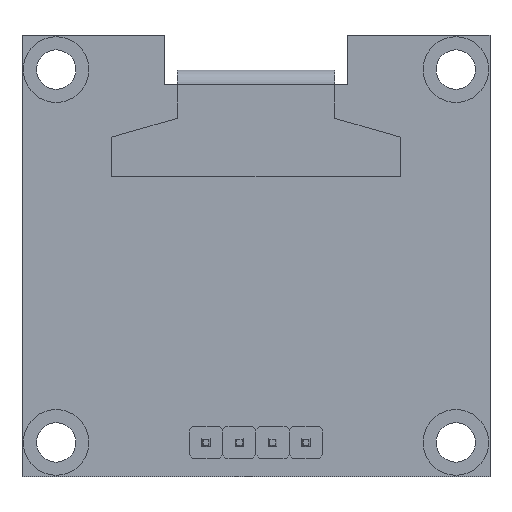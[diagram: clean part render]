
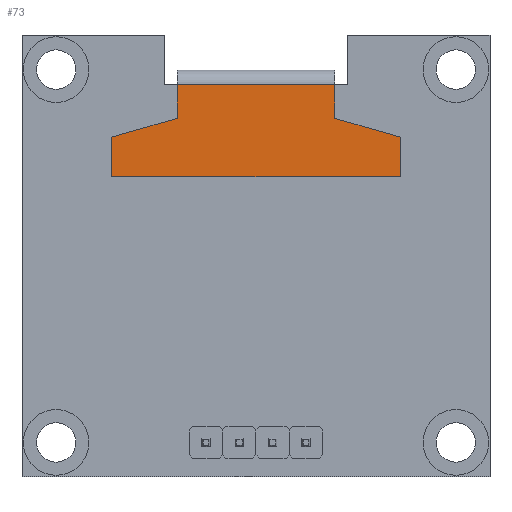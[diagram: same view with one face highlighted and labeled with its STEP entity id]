
A CAD part, front view. The second image highlights one B-rep face of the part: STEP entity #73.
In plain terms, the highlighted planar face has unit normal (0, -1, 0).
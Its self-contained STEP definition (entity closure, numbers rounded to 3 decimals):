
#73 = ADVANCED_FACE ( 'NONE', ( #311 ), #1267, .T. ) ;
#108 = VERTEX_POINT ( 'NONE', #529 ) ;
#128 = EDGE_CURVE ( 'NONE', #3443, #1306, #3301, .T. ) ;
#136 = DIRECTION ( 'NONE',  ( 0., 0., -1. ) ) ;
#219 = CARTESIAN_POINT ( 'NONE',  ( -11., -0.1, -4. ) ) ;
#233 = VERTEX_POINT ( 'NONE', #2599 ) ;
#250 = DIRECTION ( 'NONE',  ( -1., 0., 0. ) ) ;
#280 = CARTESIAN_POINT ( 'NONE',  ( -6., -0.1, 0. ) ) ;
#311 = FACE_OUTER_BOUND ( 'NONE', #2470, .T. ) ;
#527 = DIRECTION ( 'NONE',  ( -0.961, 0., 0.277 ) ) ;
#529 = CARTESIAN_POINT ( 'NONE',  ( -6., -0.1, -2.559 ) ) ;
#539 = ORIENTED_EDGE ( 'NONE', *, *, #1061, .T. ) ;
#594 = EDGE_CURVE ( 'NONE', #2061, #2861, #600, .T. ) ;
#600 = LINE ( 'NONE', #1067, #879 ) ;
#605 = VECTOR ( 'NONE', #250, 1000. ) ;
#618 = EDGE_CURVE ( 'NONE', #1404, #233, #3141, .T. ) ;
#722 = VECTOR ( 'NONE', #1735, 1000. ) ;
#749 = EDGE_CURVE ( 'NONE', #108, #2061, #1715, .T. ) ;
#835 = CARTESIAN_POINT ( 'NONE',  ( 11., -0.1, -7. ) ) ;
#879 = VECTOR ( 'NONE', #1495, 1000. ) ;
#942 = CARTESIAN_POINT ( 'NONE',  ( -6., -0.1, -2.559 ) ) ;
#980 = CARTESIAN_POINT ( 'NONE',  ( 11., -0.1, -7. ) ) ;
#985 = ORIENTED_EDGE ( 'NONE', *, *, #618, .T. ) ;
#1061 = EDGE_CURVE ( 'NONE', #2797, #1404, #2591, .T. ) ;
#1067 = CARTESIAN_POINT ( 'NONE',  ( -11., -0.1, -7. ) ) ;
#1115 = DIRECTION ( 'NONE',  ( 1., 0., 0. ) ) ;
#1154 = CARTESIAN_POINT ( 'NONE',  ( -11., -0.1, -4. ) ) ;
#1235 = CARTESIAN_POINT ( 'NONE',  ( 11., -0.1, -4. ) ) ;
#1267 = PLANE ( 'NONE',  #3022 ) ;
#1306 = VERTEX_POINT ( 'NONE', #280 ) ;
#1368 = EDGE_CURVE ( 'NONE', #233, #3443, #1874, .T. ) ;
#1404 = VERTEX_POINT ( 'NONE', #1235 ) ;
#1495 = DIRECTION ( 'NONE',  ( 0., 0., -1. ) ) ;
#1526 = DIRECTION ( 'NONE',  ( 0., -1., 0. ) ) ;
#1558 = ORIENTED_EDGE ( 'NONE', *, *, #1368, .T. ) ;
#1680 = DIRECTION ( 'NONE',  ( -0.961, 0., -0.277 ) ) ;
#1715 = LINE ( 'NONE', #1154, #2874 ) ;
#1735 = DIRECTION ( 'NONE',  ( 0., 0., 1. ) ) ;
#1785 = CARTESIAN_POINT ( 'NONE',  ( 6., -0.1, -2.559 ) ) ;
#1811 = VECTOR ( 'NONE', #136, 1000. ) ;
#1860 = CARTESIAN_POINT ( 'NONE',  ( 6., -0.1, 0. ) ) ;
#1874 = LINE ( 'NONE', #1785, #2289 ) ;
#1940 = EDGE_CURVE ( 'NONE', #1306, #108, #2882, .T. ) ;
#2013 = DIRECTION ( 'NONE',  ( 0., 0., 1. ) ) ;
#2061 = VERTEX_POINT ( 'NONE', #219 ) ;
#2289 = VECTOR ( 'NONE', #2013, 1000. ) ;
#2300 = ORIENTED_EDGE ( 'NONE', *, *, #749, .T. ) ;
#2376 = CARTESIAN_POINT ( 'NONE',  ( 6., -0.1, 0. ) ) ;
#2422 = VECTOR ( 'NONE', #527, 1000. ) ;
#2470 = EDGE_LOOP ( 'NONE', ( #539, #985, #1558, #2497, #2656, #2300, #3435, #3159 ) ) ;
#2497 = ORIENTED_EDGE ( 'NONE', *, *, #128, .T. ) ;
#2542 = VECTOR ( 'NONE', #1115, 1000. ) ;
#2591 = LINE ( 'NONE', #980, #722 ) ;
#2599 = CARTESIAN_POINT ( 'NONE',  ( 6., -0.1, -2.559 ) ) ;
#2656 = ORIENTED_EDGE ( 'NONE', *, *, #1940, .T. ) ;
#2665 = CARTESIAN_POINT ( 'NONE',  ( 11., -0.1, -4. ) ) ;
#2797 = VERTEX_POINT ( 'NONE', #3158 ) ;
#2861 = VERTEX_POINT ( 'NONE', #3206 ) ;
#2874 = VECTOR ( 'NONE', #1680, 1000. ) ;
#2882 = LINE ( 'NONE', #942, #1811 ) ;
#2975 = EDGE_CURVE ( 'NONE', #2861, #2797, #3419, .T. ) ;
#3022 = AXIS2_PLACEMENT_3D ( 'NONE', #3131, #1526, #3407 ) ;
#3131 = CARTESIAN_POINT ( 'NONE',  ( 0., -0.1, 0. ) ) ;
#3141 = LINE ( 'NONE', #2665, #2422 ) ;
#3158 = CARTESIAN_POINT ( 'NONE',  ( 11., -0.1, -7. ) ) ;
#3159 = ORIENTED_EDGE ( 'NONE', *, *, #2975, .T. ) ;
#3206 = CARTESIAN_POINT ( 'NONE',  ( -11., -0.1, -7. ) ) ;
#3301 = LINE ( 'NONE', #2376, #605 ) ;
#3407 = DIRECTION ( 'NONE',  ( 0., 0., -1. ) ) ;
#3419 = LINE ( 'NONE', #835, #2542 ) ;
#3435 = ORIENTED_EDGE ( 'NONE', *, *, #594, .T. ) ;
#3443 = VERTEX_POINT ( 'NONE', #1860 ) ;
